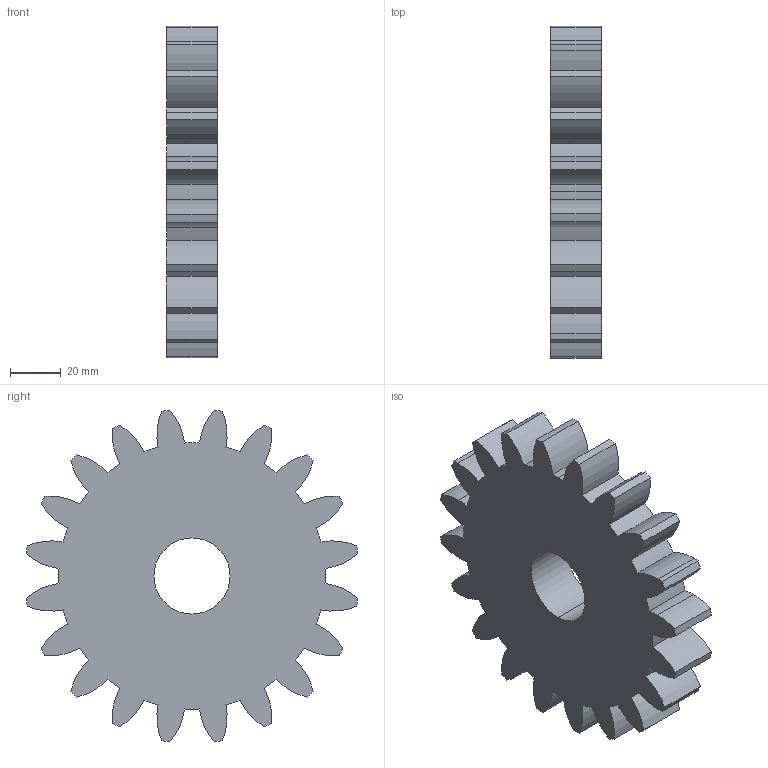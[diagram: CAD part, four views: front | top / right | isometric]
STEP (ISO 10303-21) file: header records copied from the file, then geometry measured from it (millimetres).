
FILE_DESCRIPTION (( 'STEP AP203' ), '1' );
FILE_NAME ('spur gear_iso_ISO - Spur gear 6M 20T 20PA 20FW ---S20A75H50L30.0N_sldprt.STEP', '2019-07-08T06:38:20', ( '' ), ( '' ), 'SwSTEP 2.0', 'SolidWorks 2018', '' );
FILE_SCHEMA (( 'CONFIG_CONTROL_DESIGN' ));
Length unit declared in the file: millimetre
Products named in the file (1): spur gear_iso_ISO - Spur gear 6M 20T 20PA 20FW ---S20A75H50L30.0N_sldprt
Bounding box: 20 x 130.83 x 130.83 mm (x, y, z)
Volume: 204253.6 mm3; surface area: 37517.1 mm2
Topology: 1 solids, 1 shells, 89 faces, 261 edges, 174 vertices
Faces by surface type: cylinder 87, plane 2
Entity records: 3150 total; most frequent: DIRECTION 615, CARTESIAN_POINT 525, ORIENTED_EDGE 522, AXIS2_PLACEMENT_3D 264, EDGE_CURVE 261, CIRCLE 174, VERTEX_POINT 174, EDGE_LOOP 91
